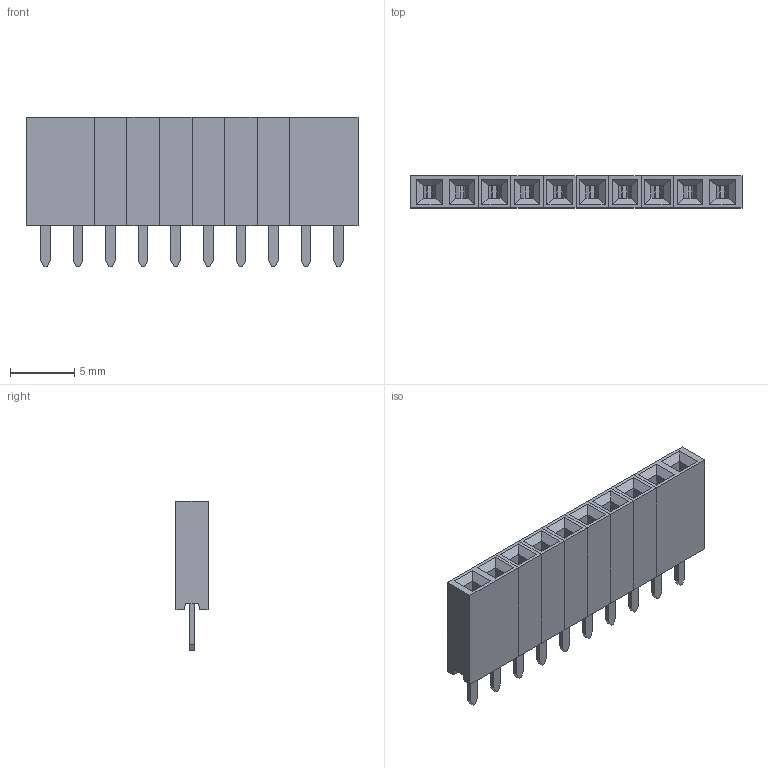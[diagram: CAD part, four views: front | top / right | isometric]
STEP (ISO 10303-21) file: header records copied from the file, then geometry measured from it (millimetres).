
FILE_DESCRIPTION(('for SolidWorks'),'2;1');
FILE_NAME('hdrf-1x10t_2.54_26x3.step', '2016-06-03T16:06:37',('Serg'),(''),'Open CASCADE STEP processor 6.6', 'DipTrace','Unknown');
FILE_SCHEMA(('AUTOMOTIVE_DESIGN { 1 0 10303 214 1 1 1 1 }'));
Length unit declared in the file: millimetre
Products named in the file (2): ASSEMBLY; hdrf-1x10t_2.54_26x3
Assembly tree (1 placements, depth 2):
  ASSEMBLY
    hdrf-1x10t_2.54_26x3
Bounding box: 25.9 x 2.5 x 11.7 mm (x, y, z)
Volume: 490.5 mm3; surface area: 1212 mm2
Topology: 8 solids, 8 shells, 320 faces, 812 edges, 528 vertices
Faces by surface type: plane 320
Entity records: 11634 total; most frequent: CARTESIAN_POINT 1662, ORIENTED_EDGE 1624, DIRECTION 1456, EDGE_CURVE 812, LINE 812, VECTOR 812, VERTEX_POINT 528, FACE_BOUND 340
